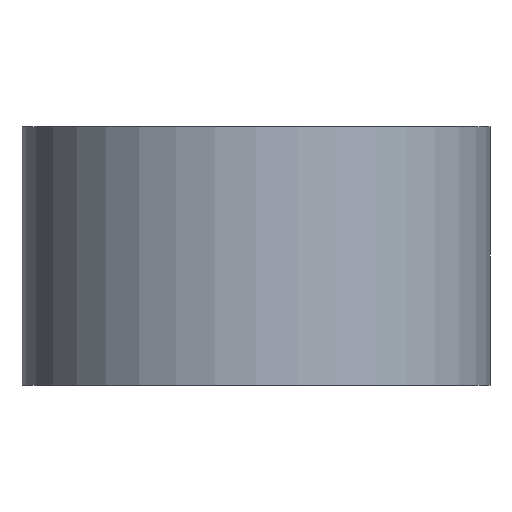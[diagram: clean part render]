
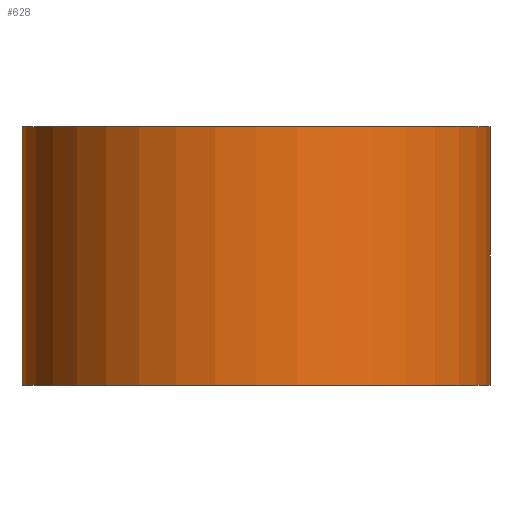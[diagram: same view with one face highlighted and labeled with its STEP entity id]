
A CAD part, front view. The second image highlights one B-rep face of the part: STEP entity #628.
In plain terms, the highlighted cylindrical face has radius 167.5 mm (diameter 335 mm), a partial arc.
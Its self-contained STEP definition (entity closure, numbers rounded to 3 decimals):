
#24 = DIRECTION ( 'NONE',  ( 0., 0., -1. ) ) ;
#38 = CARTESIAN_POINT ( 'NONE',  ( -167.5, 0., 0. ) ) ;
#47 = CARTESIAN_POINT ( 'NONE',  ( -167.5, 0., 185.3 ) ) ;
#55 = VERTEX_POINT ( 'NONE', #510 ) ;
#69 = VECTOR ( 'NONE', #693, 1000. ) ;
#97 = VERTEX_POINT ( 'NONE', #38 ) ;
#120 = EDGE_CURVE ( 'NONE', #97, #188, #615, .T. ) ;
#128 = DIRECTION ( 'NONE',  ( 0., 0., 1. ) ) ;
#153 = VERTEX_POINT ( 'NONE', #47 ) ;
#164 = ORIENTED_EDGE ( 'NONE', *, *, #120, .T. ) ;
#174 = EDGE_CURVE ( 'NONE', #153, #55, #482, .T. ) ;
#186 = CARTESIAN_POINT ( 'NONE',  ( -167.5, 0., 185.3 ) ) ;
#188 = VERTEX_POINT ( 'NONE', #842 ) ;
#197 = DIRECTION ( 'NONE',  ( 1., 0., 0. ) ) ;
#211 = ORIENTED_EDGE ( 'NONE', *, *, #174, .F. ) ;
#254 = ORIENTED_EDGE ( 'NONE', *, *, #652, .T. ) ;
#273 = DIRECTION ( 'NONE',  ( 0., 0., 1. ) ) ;
#297 = VECTOR ( 'NONE', #24, 1000. ) ;
#338 = EDGE_CURVE ( 'NONE', #55, #188, #698, .T. ) ;
#339 = AXIS2_PLACEMENT_3D ( 'NONE', #668, #128, #197 ) ;
#438 = DIRECTION ( 'NONE',  ( 1., 0., 0. ) ) ;
#480 = LINE ( 'NONE', #186, #297 ) ;
#482 = CIRCLE ( 'NONE', #339, 167.5 ) ;
#510 = CARTESIAN_POINT ( 'NONE',  ( 167.5, 0., 185.3 ) ) ;
#527 = FACE_OUTER_BOUND ( 'NONE', #868, .T. ) ;
#581 = DIRECTION ( 'NONE',  ( -1., 0., 0. ) ) ;
#615 = CIRCLE ( 'NONE', #929, 167.5 ) ;
#617 = CARTESIAN_POINT ( 'NONE',  ( 167.5, 0., 185.3 ) ) ;
#628 = ADVANCED_FACE ( 'NONE', ( #527 ), #716, .T. ) ;
#652 = EDGE_CURVE ( 'NONE', #153, #97, #480, .T. ) ;
#668 = CARTESIAN_POINT ( 'NONE',  ( 0., 0., 185.3 ) ) ;
#693 = DIRECTION ( 'NONE',  ( 0., 0., -1. ) ) ;
#698 = LINE ( 'NONE', #617, #69 ) ;
#716 = CYLINDRICAL_SURFACE ( 'NONE', #813, 167.5 ) ;
#759 = CARTESIAN_POINT ( 'NONE',  ( 0., 0., 0. ) ) ;
#804 = ORIENTED_EDGE ( 'NONE', *, *, #338, .F. ) ;
#813 = AXIS2_PLACEMENT_3D ( 'NONE', #898, #984, #581 ) ;
#842 = CARTESIAN_POINT ( 'NONE',  ( 167.5, 0., 0. ) ) ;
#868 = EDGE_LOOP ( 'NONE', ( #804, #211, #254, #164 ) ) ;
#898 = CARTESIAN_POINT ( 'NONE',  ( 0., 0., 185.3 ) ) ;
#929 = AXIS2_PLACEMENT_3D ( 'NONE', #759, #273, #438 ) ;
#984 = DIRECTION ( 'NONE',  ( 0., 0., -1. ) ) ;
